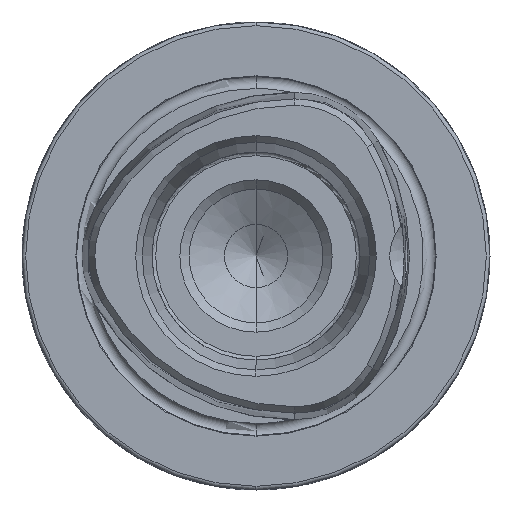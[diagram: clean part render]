
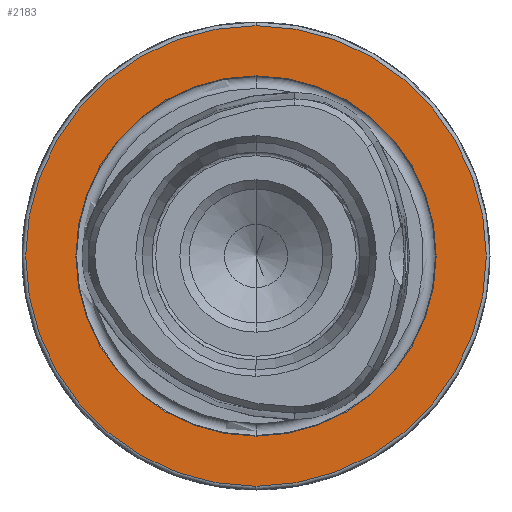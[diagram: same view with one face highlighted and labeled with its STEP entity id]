
A CAD part, left-side view. The second image highlights one B-rep face of the part: STEP entity #2183.
In plain terms, the highlighted planar face has unit normal (-1, 0, 0).
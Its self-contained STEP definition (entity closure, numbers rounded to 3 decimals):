
#245 = CIRCLE ( 'NONE', #7181, 24.25 ) ;
#247 = CIRCLE ( 'NONE', #7184, 31. ) ;
#1127 = EDGE_CURVE ( 'NONE', #6767, #2796, #7660, .T. ) ;
#1695 = FACE_OUTER_BOUND ( 'NONE', #2903, .T. ) ;
#1703 = FACE_BOUND ( 'NONE', #3014, .T. ) ;
#2183 = ADVANCED_FACE ( 'NONE', ( #1703, #1695 ), #4199, .F. ) ;
#2295 = EDGE_CURVE ( 'NONE', #2787, #5527, #7411, .T. ) ;
#2366 = DIRECTION ( 'NONE',  ( -1., 0., 0. ) ) ;
#2379 = CARTESIAN_POINT ( 'NONE',  ( 0., 0., 0. ) ) ;
#2408 = DIRECTION ( 'NONE',  ( 0., 0., 1. ) ) ;
#2485 = ORIENTED_EDGE ( 'NONE', *, *, #4897, .T. ) ;
#2488 = ORIENTED_EDGE ( 'NONE', *, *, #2295, .T. ) ;
#2513 = ORIENTED_EDGE ( 'NONE', *, *, #1127, .F. ) ;
#2787 = VERTEX_POINT ( 'NONE', #5850 ) ;
#2796 = VERTEX_POINT ( 'NONE', #5859 ) ;
#2903 = EDGE_LOOP ( 'NONE', ( #2488, #2485 ) ) ;
#3014 = EDGE_LOOP ( 'NONE', ( #5474, #2513 ) ) ;
#3713 = CARTESIAN_POINT ( 'NONE',  ( 0., 0., 0. ) ) ;
#3714 = DIRECTION ( 'NONE',  ( -1., 0., 0. ) ) ;
#3715 = DIRECTION ( 'NONE',  ( 0., 0., 1. ) ) ;
#4032 = CARTESIAN_POINT ( 'NONE',  ( 0., 0., -31. ) ) ;
#4196 = CARTESIAN_POINT ( 'NONE',  ( 0., 24.25, 0. ) ) ;
#4199 = PLANE ( 'NONE',  #8625 ) ;
#4201 = DIRECTION ( 'NONE',  ( 1., 0., 0. ) ) ;
#4202 = DIRECTION ( 'NONE',  ( 0., 0., -1. ) ) ;
#4804 = AXIS2_PLACEMENT_3D ( 'NONE', #2379, #2366, #2408 ) ;
#4892 = EDGE_CURVE ( 'NONE', #2796, #6767, #245, .T. ) ;
#4897 = EDGE_CURVE ( 'NONE', #5527, #2787, #247, .T. ) ;
#5474 = ORIENTED_EDGE ( 'NONE', *, *, #4892, .F. ) ;
#5527 = VERTEX_POINT ( 'NONE', #4032 ) ;
#5850 = CARTESIAN_POINT ( 'NONE',  ( 0., 0., 31. ) ) ;
#5859 = CARTESIAN_POINT ( 'NONE',  ( 0., 0., 24.25 ) ) ;
#6541 = CARTESIAN_POINT ( 'NONE',  ( 0., 0., -24.25 ) ) ;
#6767 = VERTEX_POINT ( 'NONE', #6541 ) ;
#6984 = CARTESIAN_POINT ( 'NONE',  ( 0., 0., 0. ) ) ;
#6985 = DIRECTION ( 'NONE',  ( -1., 0., 0. ) ) ;
#6986 = DIRECTION ( 'NONE',  ( 0., 0., 1. ) ) ;
#7017 = CARTESIAN_POINT ( 'NONE',  ( 0., 0., 0. ) ) ;
#7018 = DIRECTION ( 'NONE',  ( -1., 0., 0. ) ) ;
#7019 = DIRECTION ( 'NONE',  ( 0., 0., 1. ) ) ;
#7181 = AXIS2_PLACEMENT_3D ( 'NONE', #6984, #6985, #6986 ) ;
#7184 = AXIS2_PLACEMENT_3D ( 'NONE', #7017, #7018, #7019 ) ;
#7411 = CIRCLE ( 'NONE', #8753, 31. ) ;
#7660 = CIRCLE ( 'NONE', #4804, 24.25 ) ;
#8625 = AXIS2_PLACEMENT_3D ( 'NONE', #4196, #4201, #4202 ) ;
#8753 = AXIS2_PLACEMENT_3D ( 'NONE', #3713, #3714, #3715 ) ;
